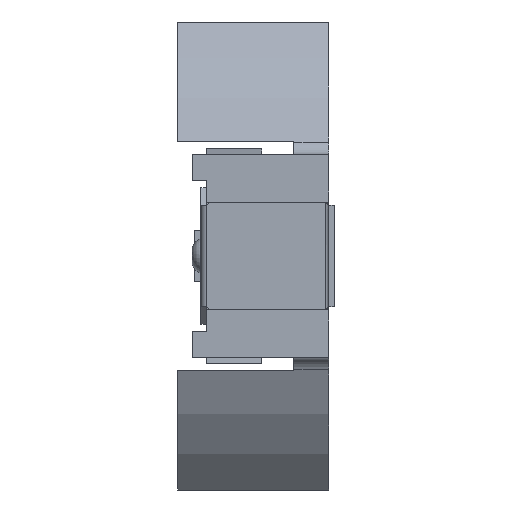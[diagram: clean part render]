
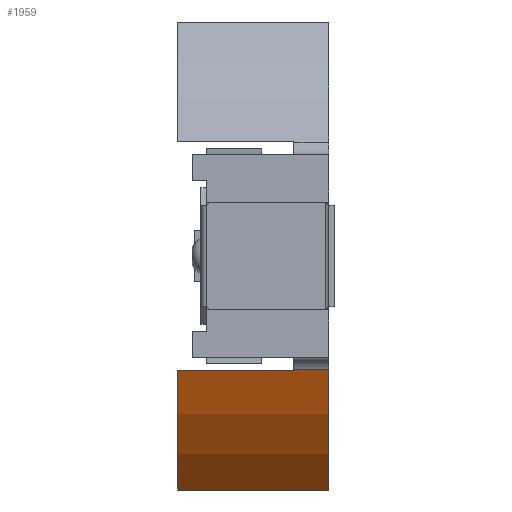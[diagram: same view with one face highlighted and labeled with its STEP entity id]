
A CAD part, left-side view. The second image highlights one B-rep face of the part: STEP entity #1959.
In plain terms, the highlighted cylindrical face has radius 11 mm (diameter 22 mm), a partial arc.
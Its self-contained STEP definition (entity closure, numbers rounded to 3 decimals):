
#302 = VERTEX_POINT ( 'NONE', #3133 ) ;
#304 = EDGE_CURVE ( 'NONE', #305, #302, #3132, .T. ) ;
#305 = VERTEX_POINT ( 'NONE', #3127 ) ;
#1006 = VERTEX_POINT ( 'NONE', #7222 ) ;
#1008 = EDGE_CURVE ( 'NONE', #1006, #1009, #7221, .T. ) ;
#1009 = VERTEX_POINT ( 'NONE', #7216 ) ;
#1239 = EDGE_CURVE ( 'NONE', #302, #1009, #7637, .T. ) ;
#1295 = VERTEX_POINT ( 'NONE', #7757 ) ;
#1318 = EDGE_CURVE ( 'NONE', #1006, #1295, #7832, .T. ) ;
#1761 = VERTEX_POINT ( 'NONE', #5005 ) ;
#1763 = EDGE_CURVE ( 'NONE', #1761, #1295, #5004, .T. ) ;
#1827 = EDGE_CURVE ( 'NONE', #1761, #305, #5149, .T. ) ;
#1959 = ADVANCED_FACE ( 'NONE', ( #5331 ), #5330, .T. ) ;
#1960 = EDGE_LOOP ( 'NONE', ( #1961, #1962, #1963, #1964, #1965, #1966 ) ) ;
#1961 = ORIENTED_EDGE ( 'NONE', *, *, #1008, .F. ) ;
#1962 = ORIENTED_EDGE ( 'NONE', *, *, #1318, .T. ) ;
#1963 = ORIENTED_EDGE ( 'NONE', *, *, #1763, .F. ) ;
#1964 = ORIENTED_EDGE ( 'NONE', *, *, #1827, .T. ) ;
#1965 = ORIENTED_EDGE ( 'NONE', *, *, #304, .T. ) ;
#1966 = ORIENTED_EDGE ( 'NONE', *, *, #1239, .T. ) ;
#3127 = CARTESIAN_POINT ( 'NONE',  ( -7.496, 0., -8.05 ) ) ;
#3128 = DIRECTION ( 'NONE',  ( 0., 0., 1. ) ) ;
#3129 = DIRECTION ( 'NONE',  ( 0., 1., 0. ) ) ;
#3130 = CARTESIAN_POINT ( 'NONE',  ( 0., 0., 0. ) ) ;
#3131 = AXIS2_PLACEMENT_3D ( 'NONE', #3130, #3129, #3128 ) ;
#3132 = CIRCLE ( 'NONE', #3131, 11. ) ;
#3133 = CARTESIAN_POINT ( 'NONE',  ( -10.278, 0., -3.918 ) ) ;
#5000 = DIRECTION ( 'NONE',  ( 0., 0., 1. ) ) ;
#5001 = DIRECTION ( 'NONE',  ( 0., 1., 0. ) ) ;
#5002 = CARTESIAN_POINT ( 'NONE',  ( 0., 5.2, 0. ) ) ;
#5003 = AXIS2_PLACEMENT_3D ( 'NONE', #5002, #5001, #5000 ) ;
#5004 = CIRCLE ( 'NONE', #5003, 11. ) ;
#5005 = CARTESIAN_POINT ( 'NONE',  ( -7.496, 5.2, -8.05 ) ) ;
#5146 = DIRECTION ( 'NONE',  ( 0., -1., 0. ) ) ;
#5147 = VECTOR ( 'NONE', #5146, 1000. ) ;
#5148 = CARTESIAN_POINT ( 'NONE',  ( -7.496, 5.2, -8.05 ) ) ;
#5149 = LINE ( 'NONE', #5148, #5147 ) ;
#5325 = DIRECTION ( 'NONE',  ( 0., 0., -1. ) ) ;
#5326 = DIRECTION ( 'NONE',  ( 0., -1., 0. ) ) ;
#5327 = AXIS2_PLACEMENT_3D ( 'NONE', #5329, #5326, #5325 ) ;
#5329 = CARTESIAN_POINT ( 'NONE',  ( 0., 5.2, 0. ) ) ;
#5330 = CYLINDRICAL_SURFACE ( 'NONE', #5327, 11. ) ;
#5331 = FACE_OUTER_BOUND ( 'NONE', #1960, .T. ) ;
#7216 = CARTESIAN_POINT ( 'NONE',  ( -10.278, 1.2, -3.918 ) ) ;
#7217 = DIRECTION ( 'NONE',  ( 0., 0., 1. ) ) ;
#7218 = DIRECTION ( 'NONE',  ( 0., 1., 0. ) ) ;
#7219 = CARTESIAN_POINT ( 'NONE',  ( 0., 1.2, 0. ) ) ;
#7220 = AXIS2_PLACEMENT_3D ( 'NONE', #7219, #7218, #7217 ) ;
#7221 = CIRCLE ( 'NONE', #7220, 11. ) ;
#7222 = CARTESIAN_POINT ( 'NONE',  ( -10.276, 1.2, -3.925 ) ) ;
#7634 = DIRECTION ( 'NONE',  ( 0., 1., 0. ) ) ;
#7635 = VECTOR ( 'NONE', #7634, 1000. ) ;
#7636 = CARTESIAN_POINT ( 'NONE',  ( -10.278, 5.2, -3.918 ) ) ;
#7637 = LINE ( 'NONE', #7636, #7635 ) ;
#7757 = CARTESIAN_POINT ( 'NONE',  ( -10.276, 5.2, -3.925 ) ) ;
#7829 = DIRECTION ( 'NONE',  ( 0., 1., 0. ) ) ;
#7830 = VECTOR ( 'NONE', #7829, 1000. ) ;
#7831 = CARTESIAN_POINT ( 'NONE',  ( -10.276, 5.2, -3.925 ) ) ;
#7832 = LINE ( 'NONE', #7831, #7830 ) ;
